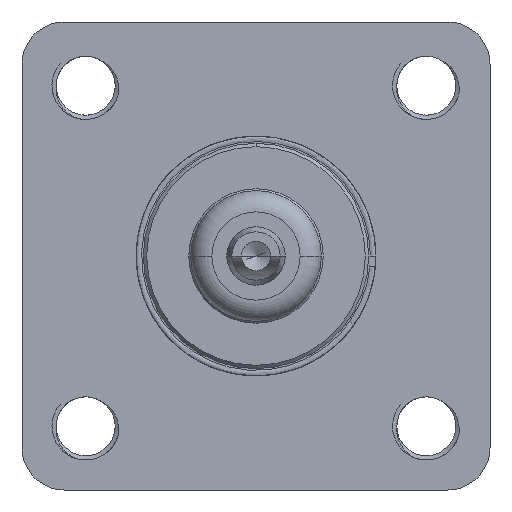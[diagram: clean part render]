
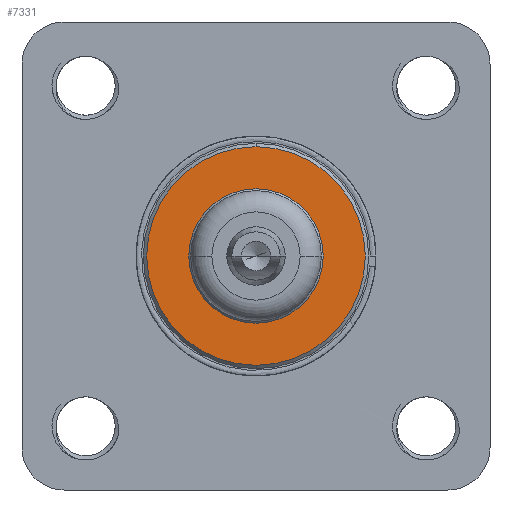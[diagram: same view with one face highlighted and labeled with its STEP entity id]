
A CAD part, left-side view. The second image highlights one B-rep face of the part: STEP entity #7331.
In plain terms, the highlighted planar face has unit normal (-1, 0, 0).
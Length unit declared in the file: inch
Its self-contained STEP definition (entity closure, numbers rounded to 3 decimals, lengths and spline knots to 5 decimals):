
#923=CARTESIAN_POINT('',(-0.762,0.,0.));
#924=DIRECTION('',(1.,0.,0.));
#925=DIRECTION('',(0.,0.,-1.));
#926=AXIS2_PLACEMENT_3D('',#923,#924,#925);
#928=CARTESIAN_POINT('',(-0.762,0.,0.));
#929=DIRECTION('',(1.,0.,0.));
#930=DIRECTION('',(0.,0.,1.));
#931=AXIS2_PLACEMENT_3D('',#928,#929,#930);
#933=CARTESIAN_POINT('',(-0.762,0.,0.));
#934=DIRECTION('',(-1.,0.,0.));
#935=DIRECTION('',(0.,1.,0.));
#936=AXIS2_PLACEMENT_3D('',#933,#934,#935);
#938=CARTESIAN_POINT('',(-0.762,0.,0.));
#939=DIRECTION('',(-1.,0.,0.));
#940=DIRECTION('',(0.,-1.,0.));
#941=AXIS2_PLACEMENT_3D('',#938,#939,#940);
#6170=CARTESIAN_POINT('',(-0.762,0.,-0.16043));
#6171=CARTESIAN_POINT('',(-0.762,0.,0.16043));
#6172=VERTEX_POINT('',#6170);
#6173=VERTEX_POINT('',#6171);
#6494=CARTESIAN_POINT('',(-0.762,0.09867,0.));
#6495=CARTESIAN_POINT('',(-0.762,-0.09867,0.));
#6496=VERTEX_POINT('',#6494);
#6497=VERTEX_POINT('',#6495);
#7315=CARTESIAN_POINT('',(-0.762,0.,0.));
#7316=DIRECTION('',(1.,0.,0.));
#7317=DIRECTION('',(0.,-1.,0.));
#7318=AXIS2_PLACEMENT_3D('',#7315,#7316,#7317);
#7319=PLANE('',#7318);
#7320=ORIENTED_EDGE('',*,*,#7305,.T.);
#7322=ORIENTED_EDGE('',*,*,#7321,.T.);
#7323=EDGE_LOOP('',(#7320,#7322));
#7324=FACE_OUTER_BOUND('',#7323,.F.);
#7326=ORIENTED_EDGE('',*,*,#7325,.T.);
#7328=ORIENTED_EDGE('',*,*,#7327,.T.);
#7329=EDGE_LOOP('',(#7326,#7328));
#7330=FACE_BOUND('',#7329,.F.);
#7331=ADVANCED_FACE('',(#7324,#7330),#7319,.F.);
#927=CIRCLE('',#926,0.16043);
#932=CIRCLE('',#931,0.16043);
#937=CIRCLE('',#936,0.09867);
#942=CIRCLE('',#941,0.09867);
#7305=EDGE_CURVE('',#6172,#6173,#927,.T.);
#7321=EDGE_CURVE('',#6173,#6172,#932,.T.);
#7325=EDGE_CURVE('',#6496,#6497,#937,.T.);
#7327=EDGE_CURVE('',#6497,#6496,#942,.T.);
